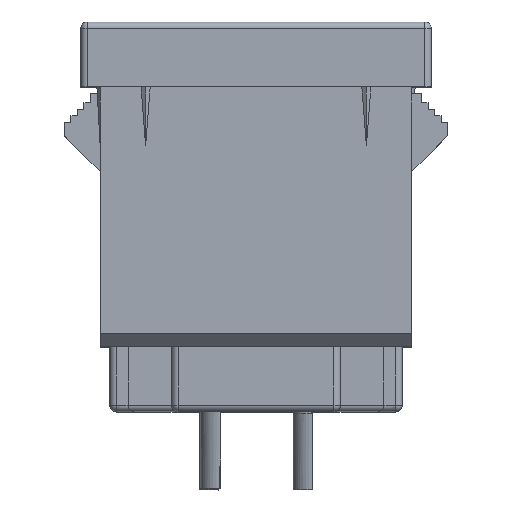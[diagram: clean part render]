
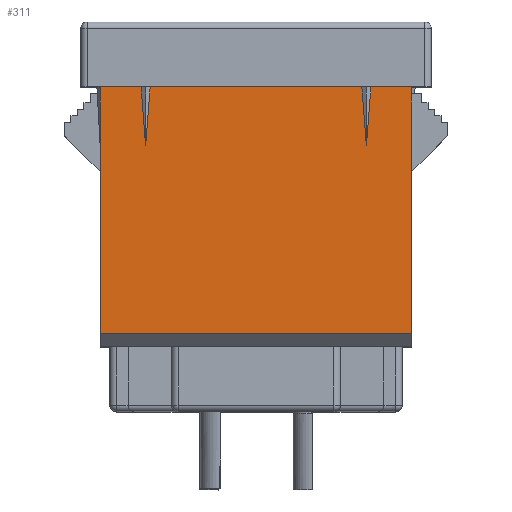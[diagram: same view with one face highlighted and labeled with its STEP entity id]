
A CAD part, top view. The second image highlights one B-rep face of the part: STEP entity #311.
In plain terms, the highlighted planar face has unit normal (0, 0, 1).
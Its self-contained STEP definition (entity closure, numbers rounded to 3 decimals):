
#255 = VERTEX_POINT ( 'NONE', #7921 ) ;
#260 = EDGE_CURVE ( 'NONE', #266, #263, #7920, .T. ) ;
#263 = VERTEX_POINT ( 'NONE', #7916 ) ;
#266 = VERTEX_POINT ( 'NONE', #7923 ) ;
#267 = EDGE_CURVE ( 'NONE', #263, #334, #8039, .T. ) ;
#274 = EDGE_CURVE ( 'NONE', #334, #255, #7948, .T. ) ;
#301 = EDGE_CURVE ( 'NONE', #5370, #6808, #8058, .T. ) ;
#302 = EDGE_LOOP ( 'NONE', ( #313, #309, #312, #304, #316, #318, #314, #321, #315, #323 ) ) ;
#304 = ORIENTED_EDGE ( 'NONE', *, *, #306, .T. ) ;
#306 = EDGE_CURVE ( 'NONE', #255, #5382, #8061, .T. ) ;
#309 = ORIENTED_EDGE ( 'NONE', *, *, #267, .T. ) ;
#310 = VERTEX_POINT ( 'NONE', #7995 ) ;
#311 = ADVANCED_FACE ( 'NONE', ( #8051 ), #8047, .F. ) ;
#312 = ORIENTED_EDGE ( 'NONE', *, *, #274, .T. ) ;
#313 = ORIENTED_EDGE ( 'NONE', *, *, #260, .T. ) ;
#314 = ORIENTED_EDGE ( 'NONE', *, *, #301, .T. ) ;
#315 = ORIENTED_EDGE ( 'NONE', *, *, #320, .T. ) ;
#316 = ORIENTED_EDGE ( 'NONE', *, *, #5363, .F. ) ;
#318 = ORIENTED_EDGE ( 'NONE', *, *, #5368, .F. ) ;
#320 = EDGE_CURVE ( 'NONE', #6607, #310, #8068, .T. ) ;
#321 = ORIENTED_EDGE ( 'NONE', *, *, #6628, .F. ) ;
#322 = EDGE_CURVE ( 'NONE', #310, #266, #7886, .T. ) ;
#323 = ORIENTED_EDGE ( 'NONE', *, *, #322, .T. ) ;
#334 = VERTEX_POINT ( 'NONE', #7985 ) ;
#1984 = DIRECTION ( 'NONE',  ( 0., 1., 0. ) ) ;
#1985 = VECTOR ( 'NONE', #1984, 1000. ) ;
#1986 = CARTESIAN_POINT ( 'NONE',  ( -10.462, -11.76, -1.5 ) ) ;
#1987 = LINE ( 'NONE', #1986, #1985 ) ;
#2094 = CARTESIAN_POINT ( 'NONE',  ( -10.462, -10.76, -1.5 ) ) ;
#5363 = EDGE_CURVE ( 'NONE', #5387, #5382, #16674, .T. ) ;
#5368 = EDGE_CURVE ( 'NONE', #5370, #5387, #16590, .T. ) ;
#5370 = VERTEX_POINT ( 'NONE', #16594 ) ;
#5382 = VERTEX_POINT ( 'NONE', #16755 ) ;
#5387 = VERTEX_POINT ( 'NONE', #16670 ) ;
#6607 = VERTEX_POINT ( 'NONE', #2094 ) ;
#6628 = EDGE_CURVE ( 'NONE', #6607, #6808, #1987, .T. ) ;
#6808 = VERTEX_POINT ( 'NONE', #13285 ) ;
#7883 = DIRECTION ( 'NONE',  ( 0., 1., 0. ) ) ;
#7884 = VECTOR ( 'NONE', #7883, 1000. ) ;
#7885 = CARTESIAN_POINT ( 'NONE',  ( 13.538, -11.76, -1.5 ) ) ;
#7886 = LINE ( 'NONE', #7885, #7884 ) ;
#7889 = DIRECTION ( 'NONE',  ( 1., 0., 0. ) ) ;
#7890 = VECTOR ( 'NONE', #7889, 1000. ) ;
#7897 = DIRECTION ( 'NONE',  ( -1., 0., 0. ) ) ;
#7898 = DIRECTION ( 'NONE',  ( 0., 0., -1. ) ) ;
#7913 = DIRECTION ( 'NONE',  ( -1., 0., 0. ) ) ;
#7914 = VECTOR ( 'NONE', #7913, 1000. ) ;
#7916 = CARTESIAN_POINT ( 'NONE',  ( 10.388, 8.24, -1.5 ) ) ;
#7919 = CARTESIAN_POINT ( 'NONE',  ( 13.538, 8.24, -1.5 ) ) ;
#7920 = LINE ( 'NONE', #7919, #7914 ) ;
#7921 = CARTESIAN_POINT ( 'NONE',  ( 9.688, 8.24, -1.5 ) ) ;
#7923 = CARTESIAN_POINT ( 'NONE',  ( 13.538, 8.24, -1.5 ) ) ;
#7943 = CARTESIAN_POINT ( 'NONE',  ( 9.688, 8.24, -1.5 ) ) ;
#7944 = CARTESIAN_POINT ( 'NONE',  ( 9.805, 6.74, -1.5 ) ) ;
#7945 = CARTESIAN_POINT ( 'NONE',  ( 9.922, 5.24, -1.5 ) ) ;
#7946 = CARTESIAN_POINT ( 'NONE',  ( 10.038, 3.74, -1.5 ) ) ;
#7948 = B_SPLINE_CURVE_WITH_KNOTS ( 'NONE', 3,
 ( #7946, #7945, #7944, #7943 ),
 .UNSPECIFIED., .F., .F.,
 ( 4, 4 ),
 ( 0., 1. ),
 .UNSPECIFIED. ) ;
#7985 = CARTESIAN_POINT ( 'NONE',  ( 10.038, 3.74, -1.5 ) ) ;
#7993 = VECTOR ( 'NONE', #8052, 1000. ) ;
#7994 = CARTESIAN_POINT ( 'NONE',  ( 13.538, 8.24, -1.5 ) ) ;
#7995 = CARTESIAN_POINT ( 'NONE',  ( 13.538, -10.76, -1.5 ) ) ;
#8034 = CARTESIAN_POINT ( 'NONE',  ( 10.038, 3.74, -1.5 ) ) ;
#8035 = CARTESIAN_POINT ( 'NONE',  ( 10.155, 5.24, -1.5 ) ) ;
#8036 = CARTESIAN_POINT ( 'NONE',  ( 10.272, 6.74, -1.5 ) ) ;
#8037 = CARTESIAN_POINT ( 'NONE',  ( 10.388, 8.24, -1.5 ) ) ;
#8039 = B_SPLINE_CURVE_WITH_KNOTS ( 'NONE', 3,
 ( #8037, #8036, #8035, #8034 ),
 .UNSPECIFIED., .F., .F.,
 ( 4, 4 ),
 ( 0., 1. ),
 .UNSPECIFIED. ) ;
#8047 = PLANE ( 'NONE',  #8054 ) ;
#8051 = FACE_OUTER_BOUND ( 'NONE', #302, .T. ) ;
#8052 = DIRECTION ( 'NONE',  ( -1., 0., 0. ) ) ;
#8054 = AXIS2_PLACEMENT_3D ( 'NONE', #8072, #7898, #7897 ) ;
#8055 = DIRECTION ( 'NONE',  ( -1., 0., 0. ) ) ;
#8056 = VECTOR ( 'NONE', #8055, 1000. ) ;
#8057 = CARTESIAN_POINT ( 'NONE',  ( 13.538, 8.24, -1.5 ) ) ;
#8058 = LINE ( 'NONE', #8057, #8056 ) ;
#8061 = LINE ( 'NONE', #7994, #7993 ) ;
#8067 = CARTESIAN_POINT ( 'NONE',  ( 13.538, -10.76, -1.5 ) ) ;
#8068 = LINE ( 'NONE', #8067, #7890 ) ;
#8072 = CARTESIAN_POINT ( 'NONE',  ( 13.538, -11.76, -1.5 ) ) ;
#13285 = CARTESIAN_POINT ( 'NONE',  ( -10.462, 8.24, -1.5 ) ) ;
#16550 = CARTESIAN_POINT ( 'NONE',  ( -6.962, 3.74, -1.5 ) ) ;
#16551 = CARTESIAN_POINT ( 'NONE',  ( -7.078, 5.24, -1.5 ) ) ;
#16552 = CARTESIAN_POINT ( 'NONE',  ( -7.195, 6.74, -1.5 ) ) ;
#16553 = CARTESIAN_POINT ( 'NONE',  ( -7.312, 8.24, -1.5 ) ) ;
#16554 = CARTESIAN_POINT ( 'NONE',  ( -6.612, 8.24, -1.5 ) ) ;
#16555 = CARTESIAN_POINT ( 'NONE',  ( -6.728, 6.74, -1.5 ) ) ;
#16556 = CARTESIAN_POINT ( 'NONE',  ( -6.845, 5.24, -1.5 ) ) ;
#16557 = CARTESIAN_POINT ( 'NONE',  ( -6.962, 3.74, -1.5 ) ) ;
#16590 = B_SPLINE_CURVE_WITH_KNOTS ( 'NONE', 3,
 ( #16553, #16552, #16551, #16550 ),
 .UNSPECIFIED., .F., .F.,
 ( 4, 4 ),
 ( 0., 1. ),
 .UNSPECIFIED. ) ;
#16594 = CARTESIAN_POINT ( 'NONE',  ( -7.312, 8.24, -1.5 ) ) ;
#16670 = CARTESIAN_POINT ( 'NONE',  ( -6.962, 3.74, -1.5 ) ) ;
#16674 = B_SPLINE_CURVE_WITH_KNOTS ( 'NONE', 3,
 ( #16557, #16556, #16555, #16554 ),
 .UNSPECIFIED., .F., .F.,
 ( 4, 4 ),
 ( 0., 1. ),
 .UNSPECIFIED. ) ;
#16755 = CARTESIAN_POINT ( 'NONE',  ( -6.612, 8.24, -1.5 ) ) ;
